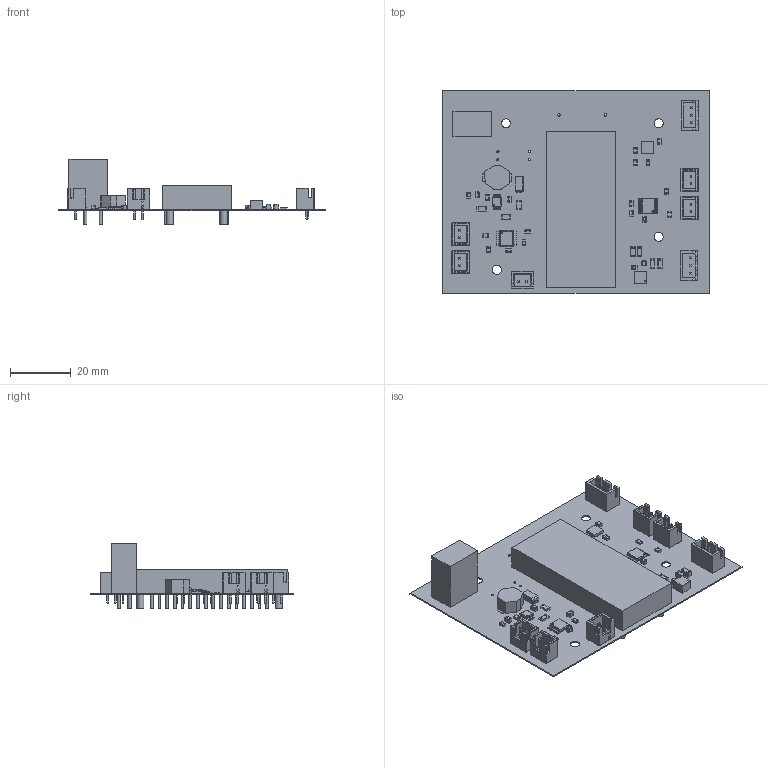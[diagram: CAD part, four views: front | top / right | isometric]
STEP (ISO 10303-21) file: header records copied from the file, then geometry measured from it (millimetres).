
FILE_DESCRIPTION(('Open CASCADE Model'),'2;1');
FILE_NAME('Open CASCADE Shape Model','2023-11-14T03:53:42',('Author'),( 'Open CASCADE'),'Open CASCADE STEP processor 7.5','Open CASCADE 7.5' ,'Unknown');
FILE_SCHEMA(('AUTOMOTIVE_DESIGN { 1 0 10303 214 1 1 1 1 }'));
Length unit declared in the file: millimetre
Products named in the file (169): PCB; Board; Open CASCADE STEP translator 7.5 1.1.1; L2; 6061126992; body_SSMC_4030; land_pattern_SSMC_4020; SER0039_OUT; Conn_JST_B3B-XH-A_LF_SN_eec; Body; Pins; Marking; JST Logo; D1; 6061126032; FilletPin1; FilletPin2; SW_IN; Conn_JST_B2B-XH-A_LF_SN_eec; 1; B2B-XH-A; JST Logo adjustable; R12; 6060975216; solidBody; Terminal; solidTop; R11; 6060972976; R10; R9; 6061126832; R8; 6061127392; R7; R6; 6061126272; R5; R4; R3 ...
Assembly tree (213 placements, depth 5):
  PCB
    Board
      Open CASCADE STEP translator 7.5 1.1.1
    L2
      6061126992
        body_SSMC_4030
        land_pattern_SSMC_4020  x2
    SER0039_OUT
      Conn_JST_B3B-XH-A_LF_SN_eec
        Body
        Pins
        Marking
        JST Logo
    D1
      6061126032
        Body
        FilletPin1
        FilletPin2
    SW_IN
      Conn_JST_B2B-XH-A_LF_SN_eec
        1
          1
          B2B-XH-A
          JST Logo adjustable
    R12
      6060975216
        solidBody
        Terminal
        solidTop
    R11
      6060972976
        solidBody
        Terminal
        solidTop
    R10
    R9
      6061126832
        solidBody
        Terminal
        solidTop
    R8
      6061127392
        solidBody
        Terminal
        solidTop
    R7
    R6
      6061126272
        solidBody
        Terminal
        solidTop
    R5
      6061126832
        solidBody
        Terminal
        solidTop
    R4
    R3
      6061136352
        term1
Bounding box: 88.14 x 66.93 x 21.68 mm (x, y, z)
Volume: 21231.2 mm3; surface area: 40716.2 mm2
Topology: 1257 solids, 1257 shells, 6399 faces, 10705 edges, 6684 vertices
Faces by surface type: plane 4111, cylinder 1902, sphere 254, torus 70, bspline 62
Full cylindrical faces by diameter (mm): 0.375 x1, 0.55 x2, 0.7 x4, 0.8 x2, 0.9 x6, 0.91 x896, 1 x14, 1.11 x28, 1.2 x4, 2.34 x128, 3 x4
Entity records: 66473 total; most frequent: CARTESIAN_POINT 11025, DIRECTION 10757, ORIENTED_EDGE 9918, EDGE_CURVE 4959, LINE 3797, VECTOR 3797, AXIS2_PLACEMENT_3D 3480, VERTEX_POINT 3148
